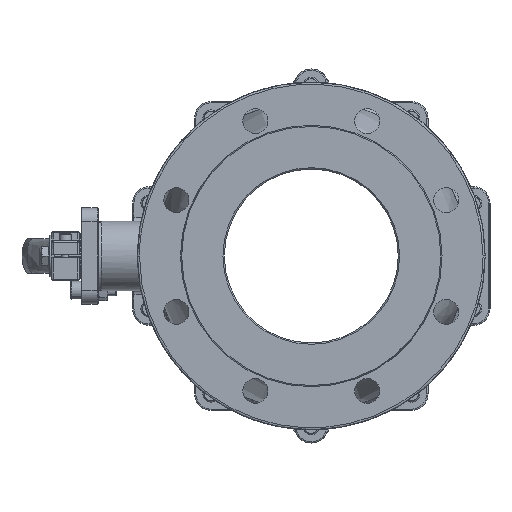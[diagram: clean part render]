
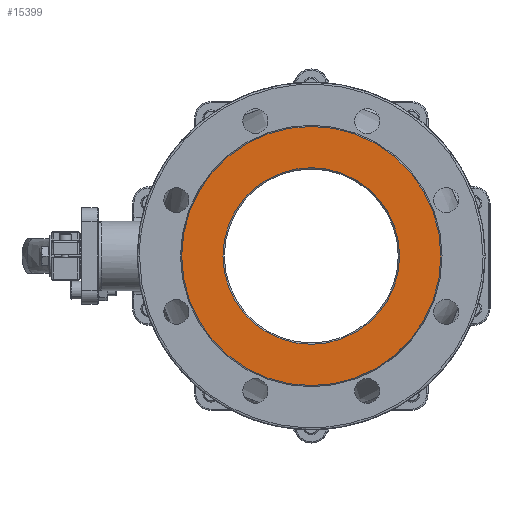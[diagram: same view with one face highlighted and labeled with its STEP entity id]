
A CAD part, left-side view. The second image highlights one B-rep face of the part: STEP entity #15399.
In plain terms, the highlighted planar face has unit normal (-1, 0, 0).
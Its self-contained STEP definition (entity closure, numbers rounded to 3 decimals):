
#401 = VERTEX_POINT ( 'NONE', #11968 ) ;
#763 = FACE_OUTER_BOUND ( 'NONE', #34878, .T. ) ;
#3286 = AXIS2_PLACEMENT_3D ( 'NONE', #33040, #14001, #18921 ) ;
#3774 = ORIENTED_EDGE ( 'NONE', *, *, #16387, .T. ) ;
#8725 = CIRCLE ( 'NONE', #54825, 93.196 ) ;
#8791 = DIRECTION ( 'NONE',  ( 1., 0., 0. ) ) ;
#11968 = CARTESIAN_POINT ( 'NONE',  ( -120.5, 93.196, 0. ) ) ;
#14001 = DIRECTION ( 'NONE',  ( -1., 0., 0. ) ) ;
#14200 = VERTEX_POINT ( 'NONE', #53557 ) ;
#14328 = DIRECTION ( 'NONE',  ( 0., 0., 1. ) ) ;
#15068 = AXIS2_PLACEMENT_3D ( 'NONE', #39897, #43636, #25536 ) ;
#15399 = ADVANCED_FACE ( 'NONE', ( #763, #56992 ), #56071, .T. ) ;
#16387 = EDGE_CURVE ( 'NONE', #14200, #46173, #24938, .T. ) ;
#18921 = DIRECTION ( 'NONE',  ( 0., -1., 0. ) ) ;
#20952 = EDGE_CURVE ( 'NONE', #26308, #401, #8725, .T. ) ;
#24938 = CIRCLE ( 'NONE', #37637, 63.5 ) ;
#25284 = DIRECTION ( 'NONE',  ( 1., 0., 0. ) ) ;
#25536 = DIRECTION ( 'NONE',  ( 0., 0., 1. ) ) ;
#26308 = VERTEX_POINT ( 'NONE', #38215 ) ;
#29908 = DIRECTION ( 'NONE',  ( 0., 1., 0. ) ) ;
#33040 = CARTESIAN_POINT ( 'NONE',  ( -120.5, 63.5, 0. ) ) ;
#33966 = EDGE_LOOP ( 'NONE', ( #3774, #36002 ) ) ;
#34878 = EDGE_LOOP ( 'NONE', ( #42157, #39732 ) ) ;
#35853 = CARTESIAN_POINT ( 'NONE',  ( -120.5, 0., -63.5 ) ) ;
#36002 = ORIENTED_EDGE ( 'NONE', *, *, #47975, .T. ) ;
#37637 = AXIS2_PLACEMENT_3D ( 'NONE', #45992, #8791, #14328 ) ;
#38215 = CARTESIAN_POINT ( 'NONE',  ( -120.5, -93.196, 0. ) ) ;
#38394 = CIRCLE ( 'NONE', #40356, 93.196 ) ;
#39732 = ORIENTED_EDGE ( 'NONE', *, *, #20952, .F. ) ;
#39897 = CARTESIAN_POINT ( 'NONE',  ( -120.5, 0., 0. ) ) ;
#40135 = CARTESIAN_POINT ( 'NONE',  ( -120.5, 0., 0. ) ) ;
#40356 = AXIS2_PLACEMENT_3D ( 'NONE', #53222, #25284, #29908 ) ;
#42157 = ORIENTED_EDGE ( 'NONE', *, *, #47147, .F. ) ;
#43636 = DIRECTION ( 'NONE',  ( 1., 0., 0. ) ) ;
#45470 = CIRCLE ( 'NONE', #15068, 63.5 ) ;
#45992 = CARTESIAN_POINT ( 'NONE',  ( -120.5, 0., 0. ) ) ;
#46173 = VERTEX_POINT ( 'NONE', #35853 ) ;
#47147 = EDGE_CURVE ( 'NONE', #401, #26308, #38394, .T. ) ;
#47975 = EDGE_CURVE ( 'NONE', #46173, #14200, #45470, .T. ) ;
#48490 = DIRECTION ( 'NONE',  ( 0., 1., 0. ) ) ;
#53081 = DIRECTION ( 'NONE',  ( 1., 0., 0. ) ) ;
#53222 = CARTESIAN_POINT ( 'NONE',  ( -120.5, 0., 0. ) ) ;
#53557 = CARTESIAN_POINT ( 'NONE',  ( -120.5, 0., 63.5 ) ) ;
#54825 = AXIS2_PLACEMENT_3D ( 'NONE', #40135, #53081, #48490 ) ;
#56071 = PLANE ( 'NONE',  #3286 ) ;
#56992 = FACE_BOUND ( 'NONE', #33966, .T. ) ;
